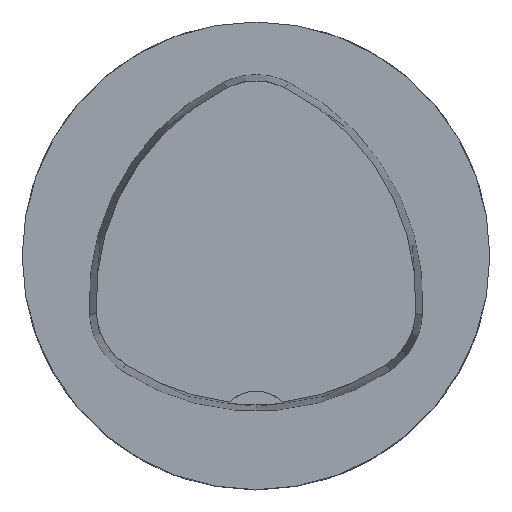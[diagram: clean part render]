
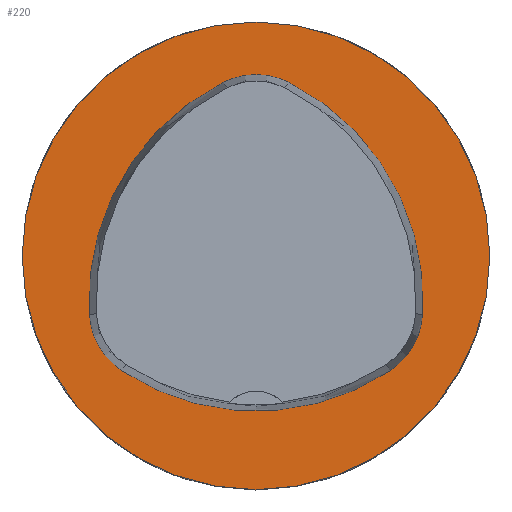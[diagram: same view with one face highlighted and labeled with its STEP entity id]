
A CAD part, top view. The second image highlights one B-rep face of the part: STEP entity #220.
In plain terms, the highlighted planar face has unit normal (0, 0, 1).
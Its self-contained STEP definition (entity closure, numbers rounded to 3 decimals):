
#220=ADVANCED_FACE('',(#588,#589),#306,.T.);
#306=PLANE('',#1538);
#588=FACE_BOUND('',#664,.T.);
#589=FACE_BOUND('',#665,.T.);
#664=EDGE_LOOP('',(#847));
#665=EDGE_LOOP('',(#848,#849,#850,#851,#852,#853));
#847=ORIENTED_EDGE('',*,*,#1322,.F.);
#848=ORIENTED_EDGE('',*,*,#1331,.T.);
#849=ORIENTED_EDGE('',*,*,#1332,.T.);
#850=ORIENTED_EDGE('',*,*,#1333,.T.);
#851=ORIENTED_EDGE('',*,*,#1334,.T.);
#852=ORIENTED_EDGE('',*,*,#1335,.T.);
#853=ORIENTED_EDGE('',*,*,#1336,.T.);
#1186=VERTEX_POINT('',#2215);
#1195=VERTEX_POINT('',#2234);
#1196=VERTEX_POINT('',#2235);
#1197=VERTEX_POINT('',#2237);
#1198=VERTEX_POINT('',#2239);
#1199=VERTEX_POINT('',#2241);
#1200=VERTEX_POINT('',#2243);
#1322=EDGE_CURVE('',#1186,#1186,#1456,.T.);
#1331=EDGE_CURVE('',#1195,#1196,#1457,.T.);
#1332=EDGE_CURVE('',#1196,#1197,#1458,.T.);
#1333=EDGE_CURVE('',#1197,#1198,#1459,.T.);
#1334=EDGE_CURVE('',#1198,#1199,#1460,.T.);
#1335=EDGE_CURVE('',#1199,#1200,#1461,.T.);
#1336=EDGE_CURVE('',#1200,#1195,#1462,.T.);
#1456=CIRCLE('',#1526,50.0);
#1457=CIRCLE('',#1532,15.5);
#1458=CIRCLE('',#1533,52.0);
#1459=CIRCLE('',#1534,15.5);
#1460=CIRCLE('',#1535,52.0);
#1461=CIRCLE('',#1536,15.5);
#1462=CIRCLE('',#1537,52.0);
#1526=AXIS2_PLACEMENT_3D('',#2214,#1742,#1743);
#1532=AXIS2_PLACEMENT_3D('',#2233,#1758,#1759);
#1533=AXIS2_PLACEMENT_3D('',#2236,#1760,#1761);
#1534=AXIS2_PLACEMENT_3D('',#2238,#1762,#1763);
#1535=AXIS2_PLACEMENT_3D('',#2240,#1764,#1765);
#1536=AXIS2_PLACEMENT_3D('',#2242,#1766,#1767);
#1537=AXIS2_PLACEMENT_3D('',#2244,#1768,#1769);
#1538=AXIS2_PLACEMENT_3D('',#2245,#1770,#1771);
#1742=DIRECTION('',(0.0,0.0,-1.0));
#1743=DIRECTION('',(-1.0,0.0,0.0));
#1758=DIRECTION('',(0.0,0.0,-1.0));
#1759=DIRECTION('',(-0.5,0.866,0.0));
#1760=DIRECTION('',(0.0,0.0,-1.0));
#1761=DIRECTION('',(-0.5,0.866,0.0));
#1762=DIRECTION('',(0.0,0.0,-1.0));
#1763=DIRECTION('',(-0.5,0.866,0.0));
#1764=DIRECTION('',(0.0,0.0,-1.0));
#1765=DIRECTION('',(-0.5,0.866,0.0));
#1766=DIRECTION('',(0.0,0.0,-1.0));
#1767=DIRECTION('',(-0.5,0.866,0.0));
#1768=DIRECTION('',(0.0,0.0,-1.0));
#1769=DIRECTION('',(-0.5,0.866,0.0));
#1770=DIRECTION('',(0.0,0.0,1.0));
#1771=DIRECTION('',(1.0,0.0,0.0));
#2214=CARTESIAN_POINT('',(0.0,0.0,0.0));
#2215=CARTESIAN_POINT('',(-50.0,0.0,0.0));
#2233=CARTESIAN_POINT('',(20.135,-11.625,0.));
#2234=CARTESIAN_POINT('',(35.607,-12.566,0.));
#2235=CARTESIAN_POINT('',(28.686,-24.553,0.0));
#2236=CARTESIAN_POINT('',(0.,18.819,0.));
#2237=CARTESIAN_POINT('',(-28.686,-24.553,0.));
#2238=CARTESIAN_POINT('',(-20.135,-11.625,0.));
#2239=CARTESIAN_POINT('',(-35.607,-12.566,0.));
#2240=CARTESIAN_POINT('',(16.298,-9.409,0.));
#2241=CARTESIAN_POINT('',(-6.921,37.119,0.));
#2242=CARTESIAN_POINT('',(0.,23.25,0.));
#2243=CARTESIAN_POINT('',(6.921,37.119,0.));
#2244=CARTESIAN_POINT('',(-16.298,-9.409,0.));
#2245=CARTESIAN_POINT('',(0.0,0.0,0.0));
